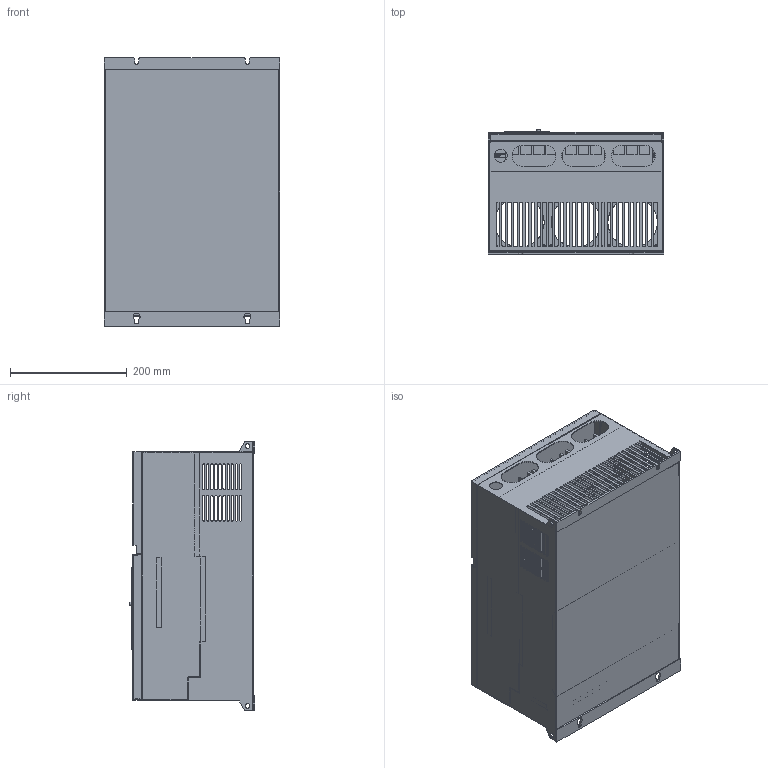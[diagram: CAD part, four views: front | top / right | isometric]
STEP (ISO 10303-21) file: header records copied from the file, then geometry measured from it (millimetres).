
FILE_DESCRIPTION(/* description */ (''),/* implementation_level */ '2;1');
FILE_NAME(/* name */ '740_30 кВт_Упростить_1.stp',/* time_stamp */ '2023-07-19T12:40:00+03:00',/* author */ ('Катюша'),/* organization */ (''),/* preprocessor_version */ 'ST-DEVELOPER v18.1',/* originating_system */ 'Autodesk Inventor 2022',/* authorisation */ '');
FILE_SCHEMA (('AUTOMOTIVE_DESIGN { 1 0 10303 214 3 1 1 }'));
Products named in the file (1): 740_30 кВт_Упростить_
1
Bounding box: 300 x 214.2 x 460 mm (x, y, z)
Volume: 1532985.9 mm3; surface area: 1688187.1 mm2
Topology: 1 solids, 1 shells, 2516 faces, 6797 edges, 4330 vertices
Faces by surface type: plane 1829, cylinder 658, sphere 10, cone 10, bspline 8, torus 1
Full cylindrical faces by diameter (mm): 1 x2, 2.2 x4, 2.5 x2, 2.6 x4, 3 x11, 3.5 x1, 4 x30, 4.3 x3, 4.4 x12, 4.5 x6, 5 x19, 5.2 x1, 5.4 x43, 6 x27, 6.3 x3, 7.9 x25, 8 x4, 10 x2, 22 x2, 85 x3
Entity records: 82465 total; most frequent: CARTESIAN_POINT 14713, ORIENTED_EDGE 13618, DIRECTION 13248, EDGE_CURVE 6809, LINE 5302, VECTOR 5302, VERTEX_POINT 4346, AXIS2_PLACEMENT_3D 3973
